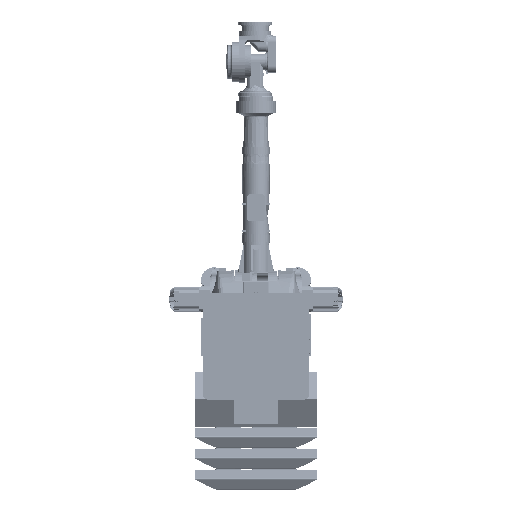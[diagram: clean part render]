
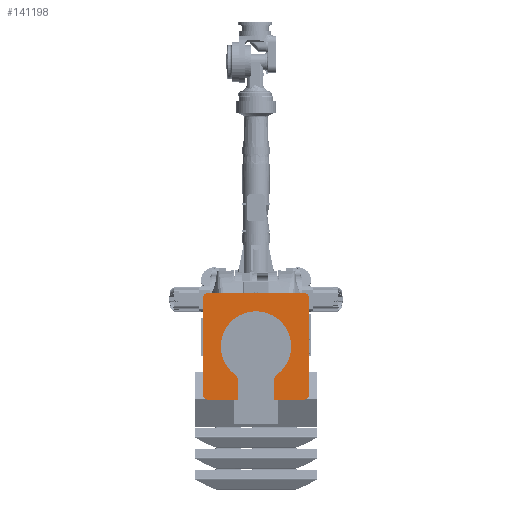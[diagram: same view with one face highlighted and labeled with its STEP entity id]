
A CAD part, top view. The second image highlights one B-rep face of the part: STEP entity #141198.
In plain terms, the highlighted planar face has unit normal (0, 0, 1).
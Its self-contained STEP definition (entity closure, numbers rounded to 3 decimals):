
#1841 = AXIS2_PLACEMENT_3D ( 'NONE', #73151, #182945, #88899 ) ;
#2786 = DIRECTION ( 'NONE',  ( 1., 0., 0. ) ) ;
#2943 = ORIENTED_EDGE ( 'NONE', *, *, #182661, .T. ) ;
#4379 = VECTOR ( 'NONE', #181066, 1000. ) ;
#4395 = VERTEX_POINT ( 'NONE', #131426 ) ;
#4858 = DIRECTION ( 'NONE',  ( 1., 0., 0. ) ) ;
#7566 = CARTESIAN_POINT ( 'NONE',  ( -358., 358., 0. ) ) ;
#7901 = AXIS2_PLACEMENT_3D ( 'NONE', #136865, #26867, #130500 ) ;
#12531 = EDGE_CURVE ( 'NONE', #87732, #95455, #166839, .T. ) ;
#13213 = DIRECTION ( 'NONE',  ( 1., 0., 0. ) ) ;
#15436 = EDGE_CURVE ( 'NONE', #23828, #47800, #196043, .T. ) ;
#16788 = EDGE_CURVE ( 'NONE', #65211, #178537, #175953, .T. ) ;
#16805 = CARTESIAN_POINT ( 'NONE',  ( 358., 393., 0. ) ) ;
#16808 = EDGE_CURVE ( 'NONE', #198932, #85522, #129292, .T. ) ;
#22589 = DIRECTION ( 'NONE',  ( 0., 0., 1. ) ) ;
#23468 = DIRECTION ( 'NONE',  ( 1., 0., 0. ) ) ;
#23828 = VERTEX_POINT ( 'NONE', #117519 ) ;
#24538 = LINE ( 'NONE', #116347, #103405 ) ;
#25222 = EDGE_CURVE ( 'NONE', #40198, #85522, #29866, .T. ) ;
#26867 = DIRECTION ( 'NONE',  ( 0., 0., -1. ) ) ;
#29866 = CIRCLE ( 'NONE', #129696, 35. ) ;
#30130 = CIRCLE ( 'NONE', #162164, 50. ) ;
#35196 = LINE ( 'NONE', #144404, #165537 ) ;
#36500 = ORIENTED_EDGE ( 'NONE', *, *, #189245, .F. ) ;
#36608 = CARTESIAN_POINT ( 'NONE',  ( -135., -393., 0. ) ) ;
#39517 = CARTESIAN_POINT ( 'NONE',  ( 358., 358., 0. ) ) ;
#40198 = VERTEX_POINT ( 'NONE', #143695 ) ;
#40563 = ORIENTED_EDGE ( 'NONE', *, *, #116418, .F. ) ;
#42123 = AXIS2_PLACEMENT_3D ( 'NONE', #39517, #71266, #181054 ) ;
#42267 = CARTESIAN_POINT ( 'NONE',  ( -135., -248.747, 0. ) ) ;
#42403 = VERTEX_POINT ( 'NONE', #80743 ) ;
#43297 = DIRECTION ( 'NONE',  ( 1., 0., 0. ) ) ;
#43956 = ORIENTED_EDGE ( 'NONE', *, *, #126330, .T. ) ;
#46808 = VERTEX_POINT ( 'NONE', #42267 ) ;
#47800 = VERTEX_POINT ( 'NONE', #195239 ) ;
#48825 = CARTESIAN_POINT ( 'NONE',  ( -393., -358., 0. ) ) ;
#51227 = AXIS2_PLACEMENT_3D ( 'NONE', #191223, #97162, #2786 ) ;
#52241 = CARTESIAN_POINT ( 'NONE',  ( -155.161, -208.626, 0. ) ) ;
#52735 = ORIENTED_EDGE ( 'NONE', *, *, #15436, .T. ) ;
#57504 = DIRECTION ( 'NONE',  ( -1., 0., 0. ) ) ;
#61860 = CARTESIAN_POINT ( 'NONE',  ( 393., -358., 0. ) ) ;
#63621 = CIRCLE ( 'NONE', #114972, 35. ) ;
#65211 = VERTEX_POINT ( 'NONE', #52241 ) ;
#65814 = VECTOR ( 'NONE', #126632, 1000. ) ;
#70363 = FACE_OUTER_BOUND ( 'NONE', #108940, .T. ) ;
#71266 = DIRECTION ( 'NONE',  ( 0., 0., 1. ) ) ;
#73151 = CARTESIAN_POINT ( 'NONE',  ( -185., -248.747, 0. ) ) ;
#73224 = DIRECTION ( 'NONE',  ( 0., 0., 1. ) ) ;
#73711 = DIRECTION ( 'NONE',  ( 0., 0., -1. ) ) ;
#74190 = VECTOR ( 'NONE', #140755, 1000. ) ;
#77104 = ORIENTED_EDGE ( 'NONE', *, *, #86229, .T. ) ;
#80743 = CARTESIAN_POINT ( 'NONE',  ( -358., -393., 0. ) ) ;
#82024 = ORIENTED_EDGE ( 'NONE', *, *, #25222, .T. ) ;
#85149 = ORIENTED_EDGE ( 'NONE', *, *, #16788, .T. ) ;
#85522 = VERTEX_POINT ( 'NONE', #16805 ) ;
#86229 = EDGE_CURVE ( 'NONE', #178537, #23828, #132343, .T. ) ;
#86387 = EDGE_CURVE ( 'NONE', #95455, #198932, #154428, .T. ) ;
#86678 = DIRECTION ( 'NONE',  ( 1., 0., 0. ) ) ;
#87503 = VECTOR ( 'NONE', #43297, 1000. ) ;
#87732 = VERTEX_POINT ( 'NONE', #48825 ) ;
#88899 = DIRECTION ( 'NONE',  ( 1., 0., 0. ) ) ;
#89113 = VECTOR ( 'NONE', #57504, 1000. ) ;
#91553 = EDGE_CURVE ( 'NONE', #47800, #160708, #30130, .T. ) ;
#95455 = VERTEX_POINT ( 'NONE', #199095 ) ;
#96258 = ORIENTED_EDGE ( 'NONE', *, *, #123139, .F. ) ;
#96843 = ORIENTED_EDGE ( 'NONE', *, *, #117304, .F. ) ;
#97162 = DIRECTION ( 'NONE',  ( 0., 0., 1. ) ) ;
#97452 = CARTESIAN_POINT ( 'NONE',  ( -260., 0., 0. ) ) ;
#97803 = CARTESIAN_POINT ( 'NONE',  ( -358., 393., 0. ) ) ;
#98505 = AXIS2_PLACEMENT_3D ( 'NONE', #7566, #117715, #23468 ) ;
#99266 = DIRECTION ( 'NONE',  ( 0., 0., -1. ) ) ;
#102137 = PLANE ( 'NONE',  #42123 ) ;
#103405 = VECTOR ( 'NONE', #132141, 1000. ) ;
#104909 = CARTESIAN_POINT ( 'NONE',  ( 358., -393., 0. ) ) ;
#107629 = DIRECTION ( 'NONE',  ( 0., 0., -1. ) ) ;
#108940 = EDGE_LOOP ( 'NONE', ( #200105, #96258, #40563, #184587, #43956, #85149, #77104, #52735, #142315, #189682, #36500, #2943, #96843, #82024, #156499, #140782 ) ) ;
#110079 = CARTESIAN_POINT ( 'NONE',  ( 393., -358., 0. ) ) ;
#114972 = AXIS2_PLACEMENT_3D ( 'NONE', #201595, #107629, #13213 ) ;
#115431 = VERTEX_POINT ( 'NONE', #110079 ) ;
#115849 = LINE ( 'NONE', #61860, #74190 ) ;
#116347 = CARTESIAN_POINT ( 'NONE',  ( -358., -393., 0. ) ) ;
#116418 = EDGE_CURVE ( 'NONE', #136256, #42403, #172574, .T. ) ;
#117304 = EDGE_CURVE ( 'NONE', #40198, #115431, #115849, .T. ) ;
#117519 = CARTESIAN_POINT ( 'NONE',  ( 260., 0., 0. ) ) ;
#117715 = DIRECTION ( 'NONE',  ( 0., 0., -1. ) ) ;
#123139 = EDGE_CURVE ( 'NONE', #42403, #87732, #63621, .T. ) ;
#126330 = EDGE_CURVE ( 'NONE', #46808, #65211, #195595, .T. ) ;
#126632 = DIRECTION ( 'NONE',  ( 0., -1., 0. ) ) ;
#129292 = LINE ( 'NONE', #136824, #87503 ) ;
#129424 = AXIS2_PLACEMENT_3D ( 'NONE', #183490, #73711, #86678 ) ;
#129696 = AXIS2_PLACEMENT_3D ( 'NONE', #182741, #22589, #170704 ) ;
#130500 = DIRECTION ( 'NONE',  ( 1., 0., 0. ) ) ;
#131426 = CARTESIAN_POINT ( 'NONE',  ( 135., -393., 0. ) ) ;
#132141 = DIRECTION ( 'NONE',  ( -1., 0., 0. ) ) ;
#132343 = CIRCLE ( 'NONE', #176045, 260. ) ;
#136256 = VERTEX_POINT ( 'NONE', #36608 ) ;
#136824 = CARTESIAN_POINT ( 'NONE',  ( -358., 393., 0. ) ) ;
#136865 = CARTESIAN_POINT ( 'NONE',  ( 0., 0., 0. ) ) ;
#139952 = EDGE_CURVE ( 'NONE', #160708, #4395, #149324, .T. ) ;
#140755 = DIRECTION ( 'NONE',  ( 0., -1., 0. ) ) ;
#140782 = ORIENTED_EDGE ( 'NONE', *, *, #86387, .F. ) ;
#141198 = ADVANCED_FACE ( 'NONE', ( #70363 ), #102137, .T. ) ;
#142315 = ORIENTED_EDGE ( 'NONE', *, *, #91553, .T. ) ;
#142424 = CARTESIAN_POINT ( 'NONE',  ( 135., 358., 0. ) ) ;
#143695 = CARTESIAN_POINT ( 'NONE',  ( 393., 358., 0. ) ) ;
#144404 = CARTESIAN_POINT ( 'NONE',  ( -135., 358., 0. ) ) ;
#149324 = LINE ( 'NONE', #142424, #65814 ) ;
#149435 = VERTEX_POINT ( 'NONE', #104909 ) ;
#151567 = CARTESIAN_POINT ( 'NONE',  ( -358., -393., 0. ) ) ;
#154428 = CIRCLE ( 'NONE', #98505, 35. ) ;
#156499 = ORIENTED_EDGE ( 'NONE', *, *, #16808, .F. ) ;
#160152 = DIRECTION ( 'NONE',  ( 0., 1., 0. ) ) ;
#160691 = CARTESIAN_POINT ( 'NONE',  ( 135., -248.747, 0. ) ) ;
#160708 = VERTEX_POINT ( 'NONE', #160691 ) ;
#162164 = AXIS2_PLACEMENT_3D ( 'NONE', #167215, #73224, #183023 ) ;
#165465 = EDGE_CURVE ( 'NONE', #136256, #46808, #35196, .T. ) ;
#165537 = VECTOR ( 'NONE', #160152, 1000. ) ;
#166839 = LINE ( 'NONE', #179956, #4379 ) ;
#167215 = CARTESIAN_POINT ( 'NONE',  ( 185., -248.747, 0. ) ) ;
#170704 = DIRECTION ( 'NONE',  ( 1., 0., 0. ) ) ;
#172183 = CIRCLE ( 'NONE', #51227, 35. ) ;
#172574 = LINE ( 'NONE', #151567, #89113 ) ;
#175953 = CIRCLE ( 'NONE', #129424, 260. ) ;
#176045 = AXIS2_PLACEMENT_3D ( 'NONE', #193246, #99266, #4858 ) ;
#178537 = VERTEX_POINT ( 'NONE', #97452 ) ;
#179956 = CARTESIAN_POINT ( 'NONE',  ( -393., -358., 0. ) ) ;
#181054 = DIRECTION ( 'NONE',  ( 1., 0., 0. ) ) ;
#181066 = DIRECTION ( 'NONE',  ( 0., 1., 0. ) ) ;
#182661 = EDGE_CURVE ( 'NONE', #149435, #115431, #172183, .T. ) ;
#182741 = CARTESIAN_POINT ( 'NONE',  ( 358., 358., 0. ) ) ;
#182945 = DIRECTION ( 'NONE',  ( 0., 0., 1. ) ) ;
#183023 = DIRECTION ( 'NONE',  ( 1., 0., 0. ) ) ;
#183490 = CARTESIAN_POINT ( 'NONE',  ( 0., 0., 0. ) ) ;
#184587 = ORIENTED_EDGE ( 'NONE', *, *, #165465, .T. ) ;
#189245 = EDGE_CURVE ( 'NONE', #149435, #4395, #24538, .T. ) ;
#189682 = ORIENTED_EDGE ( 'NONE', *, *, #139952, .T. ) ;
#191223 = CARTESIAN_POINT ( 'NONE',  ( 358., -358., 0. ) ) ;
#193246 = CARTESIAN_POINT ( 'NONE',  ( 0., 0., 0. ) ) ;
#195239 = CARTESIAN_POINT ( 'NONE',  ( 155.161, -208.626, 0. ) ) ;
#195595 = CIRCLE ( 'NONE', #1841, 50. ) ;
#196043 = CIRCLE ( 'NONE', #7901, 260. ) ;
#198932 = VERTEX_POINT ( 'NONE', #97803 ) ;
#199095 = CARTESIAN_POINT ( 'NONE',  ( -393., 358., 0. ) ) ;
#200105 = ORIENTED_EDGE ( 'NONE', *, *, #12531, .F. ) ;
#201595 = CARTESIAN_POINT ( 'NONE',  ( -358., -358., 0. ) ) ;
